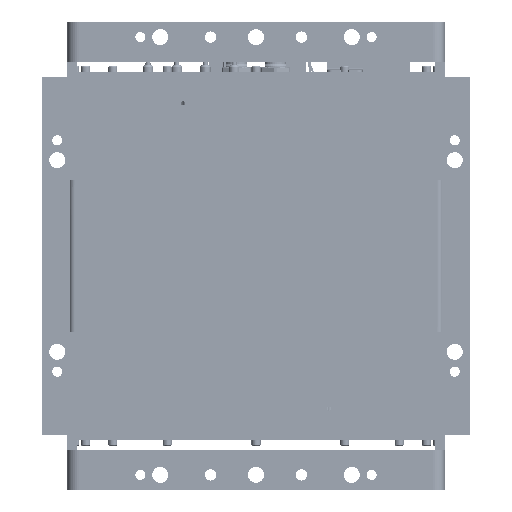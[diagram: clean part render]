
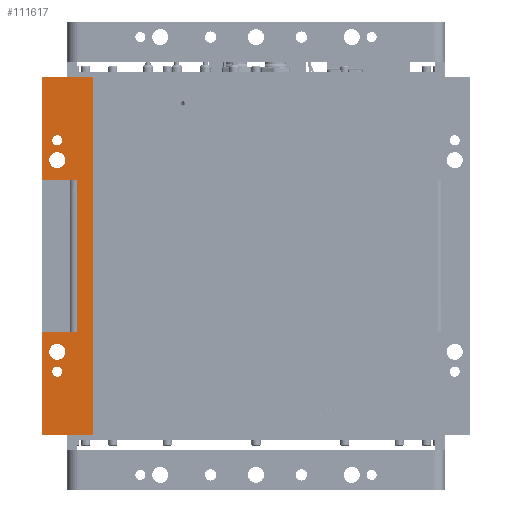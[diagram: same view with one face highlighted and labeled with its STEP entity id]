
A CAD part, front view. The second image highlights one B-rep face of the part: STEP entity #111617.
In plain terms, the highlighted face is planar.
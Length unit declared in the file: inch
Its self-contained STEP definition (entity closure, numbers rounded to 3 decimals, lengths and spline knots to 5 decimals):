
#273 = CARTESIAN_POINT ( 'NONE',  ( 0.125, -0.2, -1.875 ) ) ;
#4167 = EDGE_CURVE ( 'NONE', #87940, #117418, #244172, .T. ) ;
#4663 = FACE_BOUND ( 'NONE', #116386, .T. ) ;
#6069 = CARTESIAN_POINT ( 'NONE',  ( 0.125, -1.075, 4.4375 ) ) ;
#7193 = EDGE_CURVE ( 'NONE', #184430, #38915, #169331, .T. ) ;
#7384 = DIRECTION ( 'NONE',  ( 0., 0., -1. ) ) ;
#8960 = FACE_BOUND ( 'NONE', #52098, .T. ) ;
#9836 = CARTESIAN_POINT ( 'NONE',  ( 0.125, -0.7, 2.1765 ) ) ;
#9860 = ORIENTED_EDGE ( 'NONE', *, *, #90475, .T. ) ;
#10468 = CARTESIAN_POINT ( 'NONE',  ( 0.125, -1.075, 1.875 ) ) ;
#11860 = VERTEX_POINT ( 'NONE', #20524 ) ;
#15035 = CARTESIAN_POINT ( 'NONE',  ( 0.125, -0.7, -2.8669 ) ) ;
#17197 = ORIENTED_EDGE ( 'NONE', *, *, #180135, .T. ) ;
#19446 = CIRCLE ( 'NONE', #274666, 0.1985 ) ;
#20481 = CARTESIAN_POINT ( 'NONE',  ( 0.125, -1.075, 4.4375 ) ) ;
#20524 = CARTESIAN_POINT ( 'NONE',  ( 0.125, -0.7, -2.5735 ) ) ;
#21361 = VERTEX_POINT ( 'NONE', #9836 ) ;
#22089 = VERTEX_POINT ( 'NONE', #265801 ) ;
#26522 = EDGE_CURVE ( 'NONE', #180028, #22089, #70440, .T. ) ;
#28504 = CARTESIAN_POINT ( 'NONE',  ( 0.125, -1.075, 4.4375 ) ) ;
#30821 = FACE_BOUND ( 'NONE', #178788, .T. ) ;
#32952 = CARTESIAN_POINT ( 'NONE',  ( 0.125, -1.075, -4.4375 ) ) ;
#33146 = VECTOR ( 'NONE', #7384, 39.37008 ) ;
#38915 = VERTEX_POINT ( 'NONE', #98058 ) ;
#41592 = LINE ( 'NONE', #151903, #182380 ) ;
#44039 = CARTESIAN_POINT ( 'NONE',  ( 0.125, -0.7, -2.8669 ) ) ;
#46020 = VECTOR ( 'NONE', #282899, 39.37008 ) ;
#46515 = LINE ( 'NONE', #225051, #138268 ) ;
#47718 = CARTESIAN_POINT ( 'NONE',  ( 0.125, -1.075, 1.875 ) ) ;
#51836 = AXIS2_PLACEMENT_3D ( 'NONE', #44039, #62926, #128274 ) ;
#52098 = EDGE_LOOP ( 'NONE', ( #247120, #225102 ) ) ;
#53980 = CIRCLE ( 'NONE', #220802, 0.125 ) ;
#54402 = EDGE_CURVE ( 'NONE', #220327, #284928, #173083, .T. ) ;
#55609 = VECTOR ( 'NONE', #167278, 39.37008 ) ;
#55758 = CARTESIAN_POINT ( 'NONE',  ( 0.125, -0.7, -2.375 ) ) ;
#56098 = CARTESIAN_POINT ( 'NONE',  ( 0.125, -0.7, 2.375 ) ) ;
#58234 = CARTESIAN_POINT ( 'NONE',  ( 0.125, -0.7, 2.7419 ) ) ;
#59671 = AXIS2_PLACEMENT_3D ( 'NONE', #136067, #266926, #69333 ) ;
#62926 = DIRECTION ( 'NONE',  ( -1., 0., 0. ) ) ;
#63055 = CARTESIAN_POINT ( 'NONE',  ( 0.125, -1.075, -4.4375 ) ) ;
#69333 = DIRECTION ( 'NONE',  ( 0., 0., 1. ) ) ;
#69987 = DIRECTION ( 'NONE',  ( -1., 0., 0. ) ) ;
#70440 = CIRCLE ( 'NONE', #51836, 0.125 ) ;
#77556 = CIRCLE ( 'NONE', #133091, 0.1985 ) ;
#86674 = EDGE_CURVE ( 'NONE', #22089, #180028, #237255, .T. ) ;
#87940 = VERTEX_POINT ( 'NONE', #28504 ) ;
#88619 = EDGE_CURVE ( 'NONE', #284928, #220327, #53980, .T. ) ;
#89537 = EDGE_CURVE ( 'NONE', #274408, #11860, #77556, .T. ) ;
#90329 = DIRECTION ( 'NONE',  ( 0., 0., 1. ) ) ;
#90475 = EDGE_CURVE ( 'NONE', #119164, #148018, #46515, .T. ) ;
#93285 = DIRECTION ( 'NONE',  ( -1., 0., 0. ) ) ;
#98058 = CARTESIAN_POINT ( 'NONE',  ( 0.125, 0.175, -4.4375 ) ) ;
#102207 = ORIENTED_EDGE ( 'NONE', *, *, #222430, .T. ) ;
#103657 = DIRECTION ( 'NONE',  ( -1., 0., 0. ) ) ;
#111042 = VERTEX_POINT ( 'NONE', #10468 ) ;
#111617 = ADVANCED_FACE ( 'NONE', ( #4663, #30821, #142571, #8960, #207969 ), #205094, .F. ) ;
#111867 = EDGE_LOOP ( 'NONE', ( #222932, #236740, #9860, #120652, #232490, #129533, #168746, #230715 ) ) ;
#112314 = ORIENTED_EDGE ( 'NONE', *, *, #54402, .T. ) ;
#113497 = LINE ( 'NONE', #206406, #33146 ) ;
#116386 = EDGE_LOOP ( 'NONE', ( #102207, #139201 ) ) ;
#116705 = AXIS2_PLACEMENT_3D ( 'NONE', #15035, #103657, #253419 ) ;
#117418 = VERTEX_POINT ( 'NONE', #275286 ) ;
#119164 = VERTEX_POINT ( 'NONE', #273 ) ;
#120652 = ORIENTED_EDGE ( 'NONE', *, *, #174038, .T. ) ;
#127777 = VERTEX_POINT ( 'NONE', #128816 ) ;
#128274 = DIRECTION ( 'NONE',  ( 0., 0., 1. ) ) ;
#128816 = CARTESIAN_POINT ( 'NONE',  ( 0.125, -0.7, 2.5735 ) ) ;
#129286 = CIRCLE ( 'NONE', #59671, 0.1985 ) ;
#129533 = ORIENTED_EDGE ( 'NONE', *, *, #151687, .F. ) ;
#131061 = CARTESIAN_POINT ( 'NONE',  ( 0.125, -0.7, 2.8669 ) ) ;
#133091 = AXIS2_PLACEMENT_3D ( 'NONE', #55758, #185066, #144263 ) ;
#136067 = CARTESIAN_POINT ( 'NONE',  ( 0.125, -0.7, -2.375 ) ) ;
#138268 = VECTOR ( 'NONE', #248339, 39.37008 ) ;
#139201 = ORIENTED_EDGE ( 'NONE', *, *, #273120, .T. ) ;
#142571 = FACE_BOUND ( 'NONE', #249798, .T. ) ;
#143783 = EDGE_CURVE ( 'NONE', #87940, #111042, #148283, .T. ) ;
#144263 = DIRECTION ( 'NONE',  ( 0., 0., 1. ) ) ;
#146006 = DIRECTION ( 'NONE',  ( -1., 0., 0. ) ) ;
#148018 = VERTEX_POINT ( 'NONE', #174388 ) ;
#148283 = LINE ( 'NONE', #254503, #55609 ) ;
#149015 = CARTESIAN_POINT ( 'NONE',  ( 0.125, 0.175, 4.4375 ) ) ;
#151687 = EDGE_CURVE ( 'NONE', #117418, #38915, #220120, .T. ) ;
#151903 = CARTESIAN_POINT ( 'NONE',  ( 0.125, -1.075, 4.4375 ) ) ;
#152323 = VECTOR ( 'NONE', #165053, 39.37008 ) ;
#158023 = DIRECTION ( 'NONE',  ( 0., -1., 0. ) ) ;
#165053 = DIRECTION ( 'NONE',  ( 0., 1., 0. ) ) ;
#166744 = CARTESIAN_POINT ( 'NONE',  ( 0.125, -0.7, -2.1765 ) ) ;
#167278 = DIRECTION ( 'NONE',  ( 0., 0., -1. ) ) ;
#167833 = ORIENTED_EDGE ( 'NONE', *, *, #88619, .T. ) ;
#168746 = ORIENTED_EDGE ( 'NONE', *, *, #4167, .F. ) ;
#169331 = LINE ( 'NONE', #32952, #152323 ) ;
#169464 = EDGE_CURVE ( 'NONE', #205434, #111042, #184181, .T. ) ;
#173083 = CIRCLE ( 'NONE', #210169, 0.125 ) ;
#174038 = EDGE_CURVE ( 'NONE', #148018, #184430, #41592, .T. ) ;
#174388 = CARTESIAN_POINT ( 'NONE',  ( 0.125, -1.075, -1.875 ) ) ;
#178788 = EDGE_LOOP ( 'NONE', ( #112314, #167833 ) ) ;
#180028 = VERTEX_POINT ( 'NONE', #194332 ) ;
#180135 = EDGE_CURVE ( 'NONE', #11860, #274408, #129286, .T. ) ;
#182380 = VECTOR ( 'NONE', #236336, 39.37008 ) ;
#182470 = VECTOR ( 'NONE', #220874, 39.37008 ) ;
#184181 = LINE ( 'NONE', #47718, #263999 ) ;
#184430 = VERTEX_POINT ( 'NONE', #63055 ) ;
#185066 = DIRECTION ( 'NONE',  ( -1., 0., 0. ) ) ;
#194332 = CARTESIAN_POINT ( 'NONE',  ( 0.125, -0.7, -2.9919 ) ) ;
#198806 = EDGE_CURVE ( 'NONE', #205434, #119164, #113497, .T. ) ;
#205094 = PLANE ( 'NONE',  #277819 ) ;
#205434 = VERTEX_POINT ( 'NONE', #237945 ) ;
#206406 = CARTESIAN_POINT ( 'NONE',  ( 0.125, -0.2, 4.4375 ) ) ;
#207126 = DIRECTION ( 'NONE',  ( -1., 0., 0. ) ) ;
#207969 = FACE_OUTER_BOUND ( 'NONE', #111867, .T. ) ;
#209967 = DIRECTION ( 'NONE',  ( -1., 0., 0. ) ) ;
#210169 = AXIS2_PLACEMENT_3D ( 'NONE', #131061, #69987, #90329 ) ;
#214861 = CIRCLE ( 'NONE', #266000, 0.1985 ) ;
#215189 = ORIENTED_EDGE ( 'NONE', *, *, #89537, .T. ) ;
#220120 = LINE ( 'NONE', #149015, #46020 ) ;
#220327 = VERTEX_POINT ( 'NONE', #58234 ) ;
#220802 = AXIS2_PLACEMENT_3D ( 'NONE', #230381, #209967, #252233 ) ;
#220874 = DIRECTION ( 'NONE',  ( 0., 1., 0. ) ) ;
#222430 = EDGE_CURVE ( 'NONE', #21361, #127777, #19446, .T. ) ;
#222932 = ORIENTED_EDGE ( 'NONE', *, *, #169464, .F. ) ;
#223215 = CARTESIAN_POINT ( 'NONE',  ( 0.125, -0.7, 2.375 ) ) ;
#225051 = CARTESIAN_POINT ( 'NONE',  ( 0.125, -1.075, -1.875 ) ) ;
#225102 = ORIENTED_EDGE ( 'NONE', *, *, #86674, .T. ) ;
#228923 = DIRECTION ( 'NONE',  ( 0., 0., 1. ) ) ;
#230381 = CARTESIAN_POINT ( 'NONE',  ( 0.125, -0.7, 2.8669 ) ) ;
#230715 = ORIENTED_EDGE ( 'NONE', *, *, #143783, .T. ) ;
#232490 = ORIENTED_EDGE ( 'NONE', *, *, #7193, .T. ) ;
#236336 = DIRECTION ( 'NONE',  ( 0., 0., -1. ) ) ;
#236740 = ORIENTED_EDGE ( 'NONE', *, *, #198806, .T. ) ;
#237255 = CIRCLE ( 'NONE', #116705, 0.125 ) ;
#237945 = CARTESIAN_POINT ( 'NONE',  ( 0.125, -0.2, 1.875 ) ) ;
#239231 = CARTESIAN_POINT ( 'NONE',  ( 0.125, -0.7, 2.9919 ) ) ;
#244172 = LINE ( 'NONE', #20481, #182470 ) ;
#247120 = ORIENTED_EDGE ( 'NONE', *, *, #26522, .T. ) ;
#248339 = DIRECTION ( 'NONE',  ( 0., -1., 0. ) ) ;
#249798 = EDGE_LOOP ( 'NONE', ( #17197, #215189 ) ) ;
#252233 = DIRECTION ( 'NONE',  ( 0., 0., 1. ) ) ;
#253419 = DIRECTION ( 'NONE',  ( 0., 0., 1. ) ) ;
#254503 = CARTESIAN_POINT ( 'NONE',  ( 0.125, -1.075, 4.4375 ) ) ;
#263999 = VECTOR ( 'NONE', #158023, 39.37008 ) ;
#265801 = CARTESIAN_POINT ( 'NONE',  ( 0.125, -0.7, -2.7419 ) ) ;
#266000 = AXIS2_PLACEMENT_3D ( 'NONE', #223215, #146006, #228923 ) ;
#266926 = DIRECTION ( 'NONE',  ( -1., 0., 0. ) ) ;
#272032 = DIRECTION ( 'NONE',  ( 0., 0., 1. ) ) ;
#272629 = DIRECTION ( 'NONE',  ( 0., 0., 1. ) ) ;
#273120 = EDGE_CURVE ( 'NONE', #127777, #21361, #214861, .T. ) ;
#274408 = VERTEX_POINT ( 'NONE', #166744 ) ;
#274666 = AXIS2_PLACEMENT_3D ( 'NONE', #56098, #207126, #272629 ) ;
#275286 = CARTESIAN_POINT ( 'NONE',  ( 0.125, 0.175, 4.4375 ) ) ;
#277819 = AXIS2_PLACEMENT_3D ( 'NONE', #6069, #93285, #272032 ) ;
#282899 = DIRECTION ( 'NONE',  ( 0., 0., -1. ) ) ;
#284928 = VERTEX_POINT ( 'NONE', #239231 ) ;
